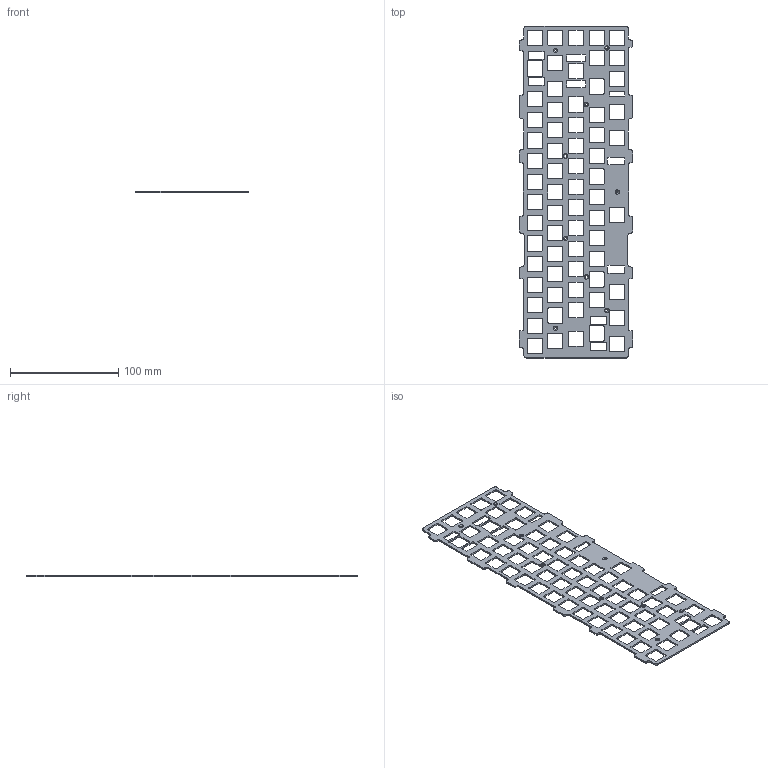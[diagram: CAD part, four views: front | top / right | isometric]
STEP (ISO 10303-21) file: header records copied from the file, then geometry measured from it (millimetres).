
FILE_DESCRIPTION(/* description */ (''),/* implementation_level */ '2;1');
FILE_NAME(/* name */ 'DP1300.step',/* time_stamp */ '2020-11-17T12:12:16+08:00',/* author */ (''),/* organization */ (''),/* preprocessor_version */ 'ST-DEVELOPER v18.1',/* originating_system */ 'Autodesk Translation Framework v9.3.0.1241',/* authorisation */ '');
FILE_SCHEMA (('AUTOMOTIVE_DESIGN { 1 0 10303 214 3 1 1 }'));
Length unit declared in the file: millimetre
Products named in the file (2): (未保存); 零部件1
Assembly tree (1 placements, depth 2):
  (未保存)
    零部件1
Bounding box: 104.9 x 307.25 x 1.5 mm (x, y, z)
Volume: 24588 mm3; surface area: 40331.9 mm2
Topology: 1 solids, 1 shells, 730 faces, 2176 edges, 1448 vertices
Faces by surface type: cylinder 365, plane 356, cone 9
Full cylindrical faces by diameter (mm): 2.3 x9
Entity records: 25124 total; most frequent: DIRECTION 4382, CARTESIAN_POINT 4357, ORIENTED_EDGE 4352, EDGE_CURVE 2176, AXIS2_PLACEMENT_3D 1473, VERTEX_POINT 1448, LINE 1436, VECTOR 1436
